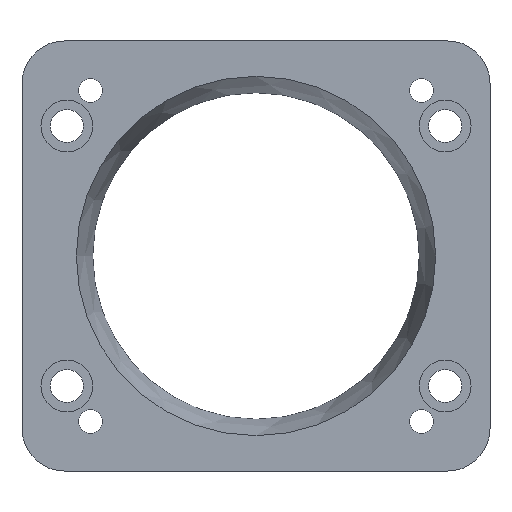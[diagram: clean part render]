
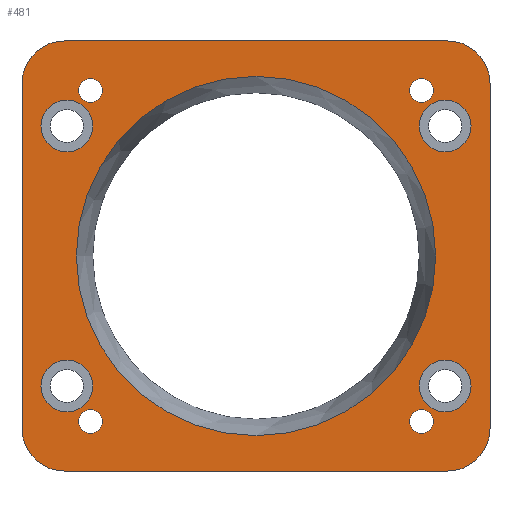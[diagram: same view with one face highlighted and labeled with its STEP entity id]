
A CAD part, front view. The second image highlights one B-rep face of the part: STEP entity #481.
In plain terms, the highlighted planar face has unit normal (0, -1, 0).
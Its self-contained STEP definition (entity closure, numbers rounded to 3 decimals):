
#20=FACE_BOUND('',#98,.T.);
#21=FACE_BOUND('',#99,.T.);
#22=FACE_BOUND('',#100,.T.);
#23=FACE_BOUND('',#101,.T.);
#24=FACE_BOUND('',#102,.T.);
#25=FACE_BOUND('',#103,.T.);
#26=FACE_BOUND('',#104,.T.);
#27=FACE_BOUND('',#105,.T.);
#28=FACE_BOUND('',#106,.T.);
#43=PLANE('',#548);
#66=FACE_OUTER_BOUND('',#97,.T.);
#97=EDGE_LOOP('',(#385,#386,#387,#388,#389,#390,#391,#392));
#98=EDGE_LOOP('',(#393));
#99=EDGE_LOOP('',(#394));
#100=EDGE_LOOP('',(#395));
#101=EDGE_LOOP('',(#396));
#102=EDGE_LOOP('',(#397));
#103=EDGE_LOOP('',(#398));
#104=EDGE_LOOP('',(#399));
#105=EDGE_LOOP('',(#400));
#106=EDGE_LOOP('',(#401));
#138=LINE('',#806,#167);
#141=LINE('',#812,#170);
#142=LINE('',#816,#171);
#143=LINE('',#820,#172);
#167=VECTOR('',#669,10.);
#170=VECTOR('',#674,10.);
#171=VECTOR('',#677,10.);
#172=VECTOR('',#680,10.);
#182=CIRCLE('',#505,2.5);
#184=CIRCLE('',#508,2.5);
#186=CIRCLE('',#511,2.5);
#188=CIRCLE('',#514,2.5);
#190=CIRCLE('',#517,5.5);
#193=CIRCLE('',#522,5.5);
#196=CIRCLE('',#527,5.5);
#199=CIRCLE('',#532,5.5);
#207=CIRCLE('',#546,9.);
#208=CIRCLE('',#549,9.);
#209=CIRCLE('',#550,9.);
#210=CIRCLE('',#551,9.);
#211=CIRCLE('',#552,38.);
#216=VERTEX_POINT('',#720);
#218=VERTEX_POINT('',#726);
#220=VERTEX_POINT('',#732);
#222=VERTEX_POINT('',#738);
#224=VERTEX_POINT('',#744);
#227=VERTEX_POINT('',#753);
#230=VERTEX_POINT('',#762);
#233=VERTEX_POINT('',#771);
#242=VERTEX_POINT('',#799);
#243=VERTEX_POINT('',#801);
#244=VERTEX_POINT('',#805);
#246=VERTEX_POINT('',#811);
#247=VERTEX_POINT('',#813);
#248=VERTEX_POINT('',#815);
#249=VERTEX_POINT('',#817);
#250=VERTEX_POINT('',#819);
#251=VERTEX_POINT('',#822);
#258=EDGE_CURVE('',#216,#216,#182,.T.);
#261=EDGE_CURVE('',#218,#218,#184,.T.);
#264=EDGE_CURVE('',#220,#220,#186,.T.);
#267=EDGE_CURVE('',#222,#222,#188,.T.);
#270=EDGE_CURVE('',#224,#224,#190,.T.);
#274=EDGE_CURVE('',#227,#227,#193,.T.);
#278=EDGE_CURVE('',#230,#230,#196,.T.);
#282=EDGE_CURVE('',#233,#233,#199,.T.);
#296=EDGE_CURVE('',#242,#243,#207,.T.);
#298=EDGE_CURVE('',#244,#243,#138,.T.);
#301=EDGE_CURVE('',#242,#246,#141,.T.);
#302=EDGE_CURVE('',#247,#246,#208,.T.);
#303=EDGE_CURVE('',#247,#248,#142,.T.);
#304=EDGE_CURVE('',#249,#248,#209,.T.);
#305=EDGE_CURVE('',#249,#250,#143,.T.);
#306=EDGE_CURVE('',#244,#250,#210,.T.);
#307=EDGE_CURVE('',#251,#251,#211,.T.);
#385=ORIENTED_EDGE('',*,*,#296,.F.);
#386=ORIENTED_EDGE('',*,*,#301,.T.);
#387=ORIENTED_EDGE('',*,*,#302,.F.);
#388=ORIENTED_EDGE('',*,*,#303,.T.);
#389=ORIENTED_EDGE('',*,*,#304,.F.);
#390=ORIENTED_EDGE('',*,*,#305,.T.);
#391=ORIENTED_EDGE('',*,*,#306,.F.);
#392=ORIENTED_EDGE('',*,*,#298,.T.);
#393=ORIENTED_EDGE('',*,*,#258,.T.);
#394=ORIENTED_EDGE('',*,*,#261,.T.);
#395=ORIENTED_EDGE('',*,*,#264,.T.);
#396=ORIENTED_EDGE('',*,*,#267,.T.);
#397=ORIENTED_EDGE('',*,*,#270,.T.);
#398=ORIENTED_EDGE('',*,*,#274,.T.);
#399=ORIENTED_EDGE('',*,*,#278,.T.);
#400=ORIENTED_EDGE('',*,*,#282,.T.);
#401=ORIENTED_EDGE('',*,*,#307,.T.);
#481=ADVANCED_FACE('',(#66,#20,#21,#22,#23,#24,#25,#26,#27,#28),#43,.F.);
#505=AXIS2_PLACEMENT_3D('',#721,#569,#570);
#508=AXIS2_PLACEMENT_3D('',#727,#576,#577);
#511=AXIS2_PLACEMENT_3D('',#733,#583,#584);
#514=AXIS2_PLACEMENT_3D('',#739,#590,#591);
#517=AXIS2_PLACEMENT_3D('',#745,#597,#598);
#522=AXIS2_PLACEMENT_3D('',#754,#608,#609);
#527=AXIS2_PLACEMENT_3D('',#763,#619,#620);
#532=AXIS2_PLACEMENT_3D('',#772,#630,#631);
#546=AXIS2_PLACEMENT_3D('',#802,#664,#665);
#548=AXIS2_PLACEMENT_3D('',#810,#672,#673);
#549=AXIS2_PLACEMENT_3D('',#814,#675,#676);
#550=AXIS2_PLACEMENT_3D('',#818,#678,#679);
#551=AXIS2_PLACEMENT_3D('',#821,#681,#682);
#552=AXIS2_PLACEMENT_3D('',#823,#683,#684);
#569=DIRECTION('center_axis',(0.,1.,0.));
#570=DIRECTION('ref_axis',(1.,0.,0.));
#576=DIRECTION('center_axis',(0.,1.,0.));
#577=DIRECTION('ref_axis',(1.,0.,0.));
#583=DIRECTION('center_axis',(0.,1.,0.));
#584=DIRECTION('ref_axis',(1.,0.,0.));
#590=DIRECTION('center_axis',(0.,1.,0.));
#591=DIRECTION('ref_axis',(1.,0.,0.));
#597=DIRECTION('center_axis',(0.,1.,0.));
#598=DIRECTION('ref_axis',(1.,0.,0.));
#608=DIRECTION('center_axis',(0.,1.,0.));
#609=DIRECTION('ref_axis',(1.,0.,0.));
#619=DIRECTION('center_axis',(0.,1.,0.));
#620=DIRECTION('ref_axis',(1.,0.,0.));
#630=DIRECTION('center_axis',(0.,1.,0.));
#631=DIRECTION('ref_axis',(1.,0.,0.));
#664=DIRECTION('center_axis',(0.,1.,0.));
#665=DIRECTION('ref_axis',(0.,0.,-1.));
#669=DIRECTION('',(1.,0.,0.));
#672=DIRECTION('center_axis',(0.,1.,0.));
#673=DIRECTION('ref_axis',(1.,0.,0.));
#674=DIRECTION('',(0.,0.,1.));
#675=DIRECTION('center_axis',(0.,1.,0.));
#676=DIRECTION('ref_axis',(0.,0.,1.));
#677=DIRECTION('',(-1.,0.,0.));
#678=DIRECTION('center_axis',(0.,1.,0.));
#679=DIRECTION('ref_axis',(0.,0.,1.));
#680=DIRECTION('',(0.,0.,-1.));
#681=DIRECTION('center_axis',(0.,1.,0.));
#682=DIRECTION('ref_axis',(-1.,0.,0.));
#683=DIRECTION('center_axis',(0.,1.,0.));
#684=DIRECTION('ref_axis',(1.,0.,0.));
#720=CARTESIAN_POINT('',(80.,0.,82.5));
#721=CARTESIAN_POINT('Origin',(82.5,0.,82.5));
#726=CARTESIAN_POINT('',(80.,0.,12.5));
#727=CARTESIAN_POINT('Origin',(82.5,0.,12.5));
#732=CARTESIAN_POINT('',(10.,0.,82.5));
#733=CARTESIAN_POINT('Origin',(12.5,0.,82.5));
#738=CARTESIAN_POINT('',(10.,0.,12.5));
#739=CARTESIAN_POINT('Origin',(12.5,0.,12.5));
#744=CARTESIAN_POINT('',(82.,0.,75.));
#745=CARTESIAN_POINT('Origin',(87.5,0.,75.));
#753=CARTESIAN_POINT('',(82.,0.,20.));
#754=CARTESIAN_POINT('Origin',(87.5,0.,20.));
#762=CARTESIAN_POINT('',(2.,0.,75.));
#763=CARTESIAN_POINT('Origin',(7.5,0.,75.));
#771=CARTESIAN_POINT('',(2.,0.,20.));
#772=CARTESIAN_POINT('Origin',(7.5,0.,20.));
#799=CARTESIAN_POINT('',(97.,0.,11.));
#801=CARTESIAN_POINT('',(88.,0.,2.));
#802=CARTESIAN_POINT('Origin',(88.,0.,11.));
#805=CARTESIAN_POINT('',(7.,0.,2.));
#806=CARTESIAN_POINT('',(22.75,0.,2.));
#810=CARTESIAN_POINT('Origin',(47.5,0.,47.5));
#811=CARTESIAN_POINT('',(97.,0.,84.));
#812=CARTESIAN_POINT('',(97.,0.,24.75));
#813=CARTESIAN_POINT('',(88.,0.,93.));
#814=CARTESIAN_POINT('Origin',(88.,0.,84.));
#815=CARTESIAN_POINT('',(7.,0.,93.));
#816=CARTESIAN_POINT('',(72.25,0.,93.));
#817=CARTESIAN_POINT('',(-2.,0.,84.));
#818=CARTESIAN_POINT('Origin',(7.,0.,84.));
#819=CARTESIAN_POINT('',(-2.,0.,11.));
#820=CARTESIAN_POINT('',(-2.,0.,70.25));
#821=CARTESIAN_POINT('Origin',(7.,0.,11.));
#822=CARTESIAN_POINT('',(9.5,0.,47.5));
#823=CARTESIAN_POINT('Origin',(47.5,0.,47.5));
